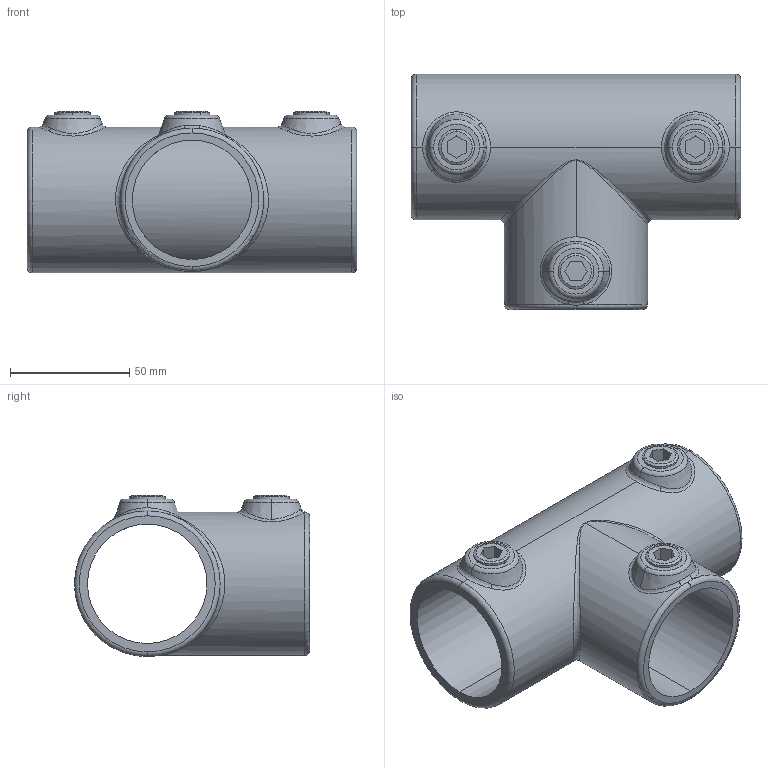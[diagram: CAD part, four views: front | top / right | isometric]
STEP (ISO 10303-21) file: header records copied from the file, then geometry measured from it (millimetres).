
FILE_DESCRIPTION (( 'STEP AP203' ), '1' );
FILE_NAME ('T10400.STEP', '2018-03-26T08:53:57', ( '' ), ( '' ), 'SwSTEP 2.0', 'SolidWorks 2016', '' );
FILE_SCHEMA (( 'CONFIG_CONTROL_DESIGN' ));
Length unit declared in the file: millimetre
Products named in the file (3): T10400; T19300
Assembly tree (4 placements, depth 2):
  T10400
    T10400
    T19300  x3
Bounding box: 138 x 98.5 x 67.56 mm (x, y, z)
Volume: 178212.7 mm3; surface area: 69170.5 mm2
Topology: 4 solids, 4 shells, 92 faces, 217 edges, 135 vertices
Faces by surface type: plane 33, cylinder 21, cone 18, torus 12, bspline 8
Entity records: 4925 total; most frequent: CARTESIAN_POINT 3136, ORIENTED_EDGE 306, DIRECTION 299, EDGE_CURVE 153, AXIS2_PLACEMENT_3D 125, VERTEX_POINT 95, EDGE_LOOP 70, CIRCLE 64
